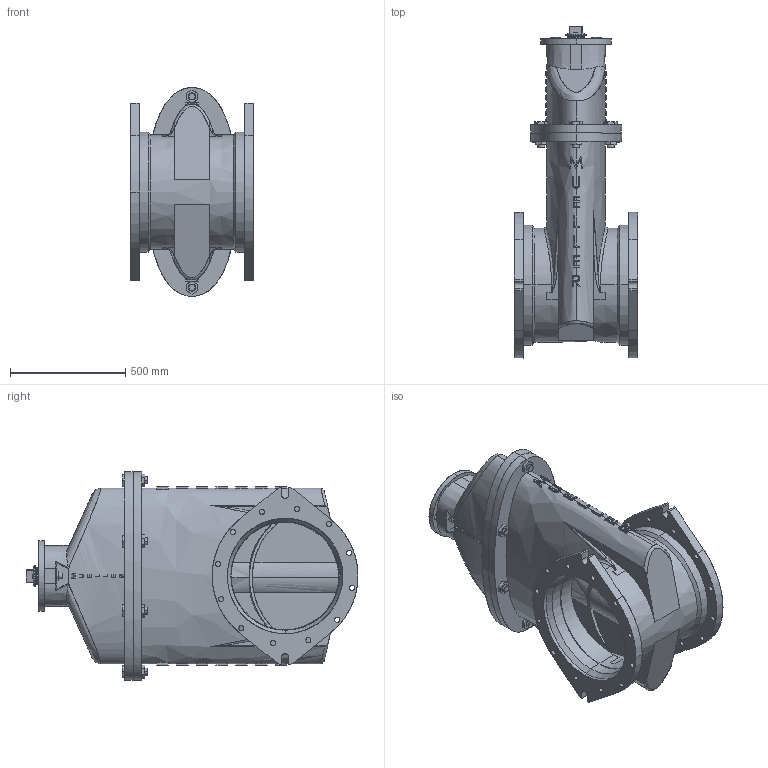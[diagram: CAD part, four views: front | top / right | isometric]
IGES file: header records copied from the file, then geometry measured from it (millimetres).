
Start section: SolidWorks IGES file using analytic representation for surfaces
Global section: file name: P-2361-20-18.IGS; native system: SolidWorks 2014; preprocessor: SolidWorks 2014; author: ADMIN; date: 140222.153951; units: inch
Bounding box: 533.4 x 1438.28 x 904.19 mm (x, y, z)
Surface area: 7711450.5 mm2 (no closed solid volume)
Topology: 0 solids, 0 shells, 1069 faces, 19066 edges, 19062 vertices
Faces by surface type: bspline 812, revolution 257
